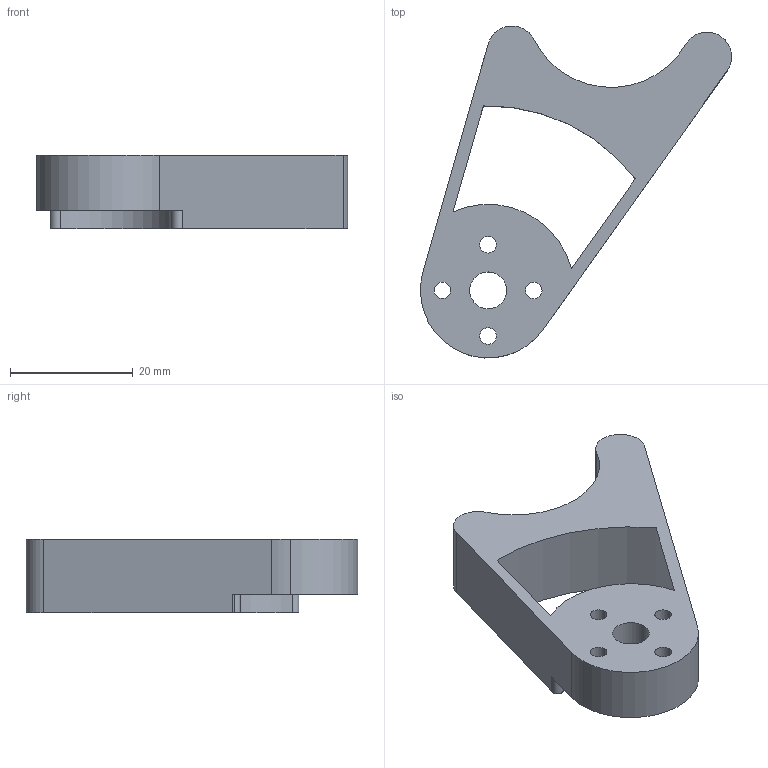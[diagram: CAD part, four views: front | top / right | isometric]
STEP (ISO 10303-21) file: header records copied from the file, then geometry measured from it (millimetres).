
FILE_DESCRIPTION (( 'STEP AP203' ), '1' );
FILE_NAME ('ACE D4 PUSHER REV 2.STEP', '2023-04-16T21:42:01', ( '' ), ( '' ), 'SwSTEP 2.0', 'SolidWorks 2020', '' );
FILE_SCHEMA (( 'CONFIG_CONTROL_DESIGN' ));
Length unit declared in the file: millimetre
Products named in the file (1): ACE D4 PUSHER REV 2
Bounding box: 50.58 x 53.97 x 12 mm (x, y, z)
Volume: 10582.2 mm3; surface area: 5512.9 mm2
Topology: 1 solids, 1 shells, 29 faces, 81 edges, 54 vertices
Faces by surface type: cylinder 22, plane 7
Entity records: 1060 total; most frequent: DIRECTION 185, CARTESIAN_POINT 165, ORIENTED_EDGE 162, EDGE_CURVE 81, AXIS2_PLACEMENT_3D 74, VERTEX_POINT 54, CIRCLE 44, EDGE_LOOP 41
